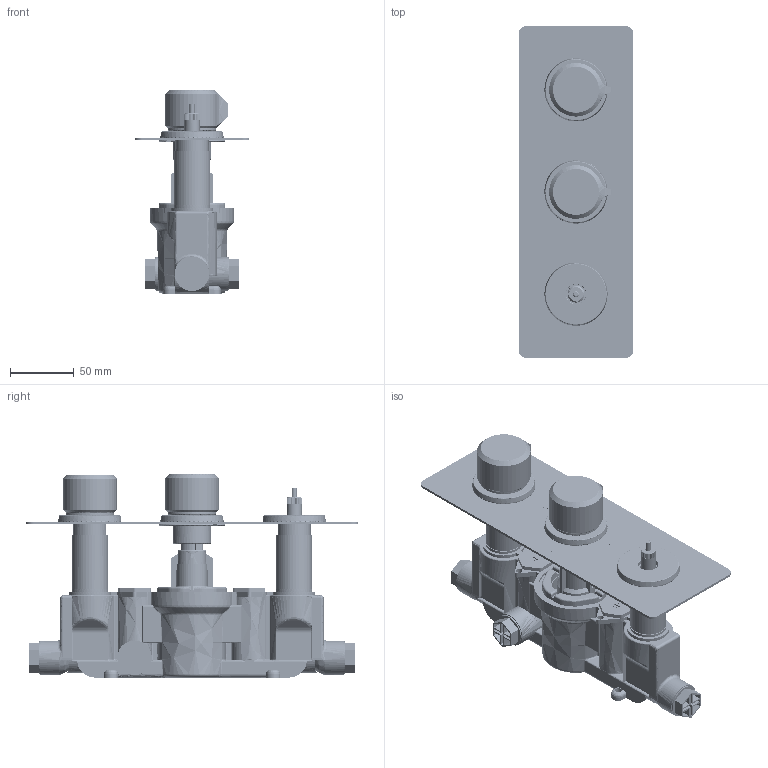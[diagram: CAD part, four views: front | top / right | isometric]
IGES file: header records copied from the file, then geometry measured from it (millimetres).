
Global section: file name: T2005-TCTR; native system: Autodesk Inventor 2020; preprocessor: unknown; author: adaniels; date: 20221207.092134; units: millimetre
Bounding box: 90 x 260 x 159.05 mm (x, y, z)
Volume: 555466.3 mm3; surface area: 332509.7 mm2
Topology: 74 solids, 79 shells, 4486 faces, 12378 edges, 8201 vertices
Faces by surface type: bspline 4486
